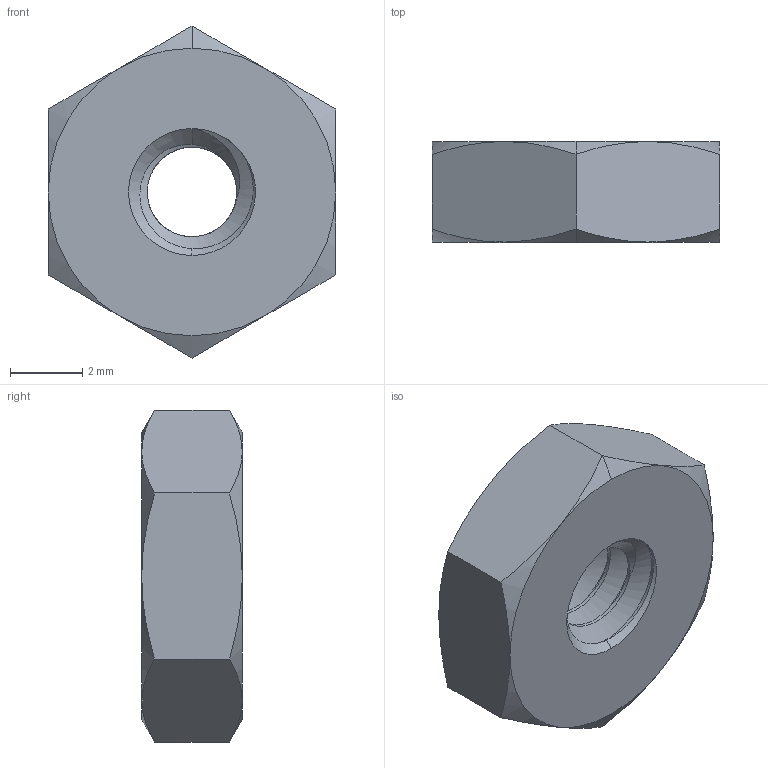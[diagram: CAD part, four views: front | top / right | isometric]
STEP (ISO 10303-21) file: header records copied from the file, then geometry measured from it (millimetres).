
FILE_DESCRIPTION (( 'STEP AP214' ), '1' );
FILE_NAME ('96537A130_18-8 Stainless Steel Hex Nut.STEP', '2022-09-16T18:09:57', ( '' ), ( '' ), 'SwSTEP 2.0', 'SolidWorks 2022', '' );
FILE_SCHEMA (( 'AUTOMOTIVE_DESIGN' ));
Length unit declared in the file: inch
Products named in the file (1): 96537A130_18-8 Stainless Steel Hex Nut
Bounding box: 7.94 x 2.78 x 9.17 mm (x, y, z)
Volume: 129.8 mm3; surface area: 206.1 mm2
Topology: 1 solids, 1 shells, 39 faces, 91 edges, 54 vertices
Faces by surface type: cone 20, cylinder 8, plane 8, bspline 3
Entity records: 1856 total; most frequent: CARTESIAN_POINT 1045, ORIENTED_EDGE 182, DIRECTION 133, EDGE_CURVE 91, AXIS2_PLACEMENT_3D 57, VERTEX_POINT 54, EDGE_LOOP 41, FACE_OUTER_BOUND 39
